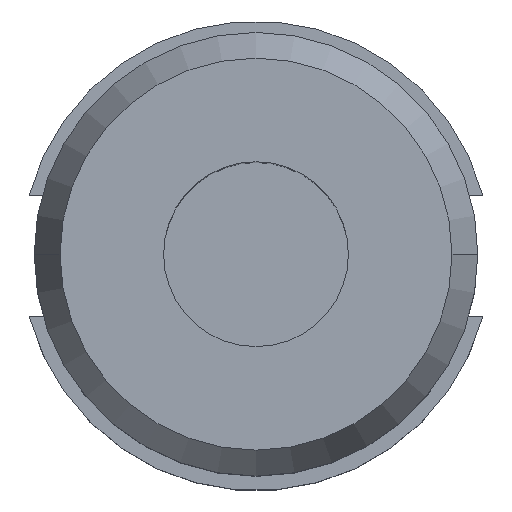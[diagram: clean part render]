
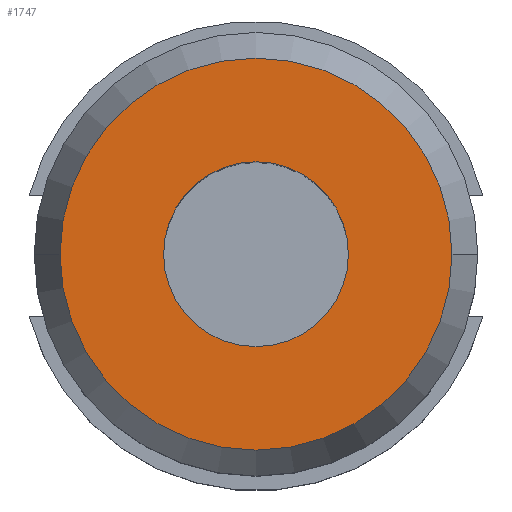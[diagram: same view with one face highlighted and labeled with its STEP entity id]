
A CAD part, top view. The second image highlights one B-rep face of the part: STEP entity #1747.
In plain terms, the highlighted planar face has unit normal (0, 0, 1).
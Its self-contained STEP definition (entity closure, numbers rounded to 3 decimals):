
#138 = EDGE_LOOP ( 'NONE', ( #1631, #1102 ) ) ;
#150 = CARTESIAN_POINT ( 'NONE',  ( 12.5, 0., 152.4 ) ) ;
#159 = CIRCLE ( 'NONE', #1082, 12.5 ) ;
#224 = CIRCLE ( 'NONE', #510, 12.5 ) ;
#226 = CIRCLE ( 'NONE', #1417, 26.5 ) ;
#236 = EDGE_CURVE ( 'NONE', #1713, #1216, #224, .T. ) ;
#260 = DIRECTION ( 'NONE',  ( -1., 0., 0. ) ) ;
#265 = CIRCLE ( 'NONE', #1792, 26.5 ) ;
#347 = EDGE_CURVE ( 'NONE', #1216, #1713, #159, .T. ) ;
#399 = CARTESIAN_POINT ( 'NONE',  ( 0., 0., 152.4 ) ) ;
#419 = CARTESIAN_POINT ( 'NONE',  ( 26.5, 0., 152.4 ) ) ;
#490 = DIRECTION ( 'NONE',  ( -1., 0., 0. ) ) ;
#510 = AXIS2_PLACEMENT_3D ( 'NONE', #815, #668, #1323 ) ;
#523 = EDGE_CURVE ( 'NONE', #1026, #923, #226, .T. ) ;
#524 = EDGE_CURVE ( 'NONE', #923, #1026, #265, .T. ) ;
#639 = ORIENTED_EDGE ( 'NONE', *, *, #347, .T. ) ;
#668 = DIRECTION ( 'NONE',  ( 0., 0., -1. ) ) ;
#711 = PLANE ( 'NONE',  #1488 ) ;
#815 = CARTESIAN_POINT ( 'NONE',  ( 0., 0., 152.4 ) ) ;
#840 = CARTESIAN_POINT ( 'NONE',  ( -12.5, 0., 152.4 ) ) ;
#853 = DIRECTION ( 'NONE',  ( 1., 0., 0. ) ) ;
#923 = VERTEX_POINT ( 'NONE', #1530 ) ;
#960 = CARTESIAN_POINT ( 'NONE',  ( 0., 0., 152.4 ) ) ;
#969 = ORIENTED_EDGE ( 'NONE', *, *, #236, .T. ) ;
#1026 = VERTEX_POINT ( 'NONE', #419 ) ;
#1027 = CARTESIAN_POINT ( 'NONE',  ( 0., 26.5, 152.4 ) ) ;
#1082 = AXIS2_PLACEMENT_3D ( 'NONE', #1312, #1447, #490 ) ;
#1102 = ORIENTED_EDGE ( 'NONE', *, *, #523, .F. ) ;
#1117 = EDGE_LOOP ( 'NONE', ( #639, #969 ) ) ;
#1155 = FACE_OUTER_BOUND ( 'NONE', #138, .T. ) ;
#1198 = FACE_BOUND ( 'NONE', #1117, .T. ) ;
#1216 = VERTEX_POINT ( 'NONE', #840 ) ;
#1220 = DIRECTION ( 'NONE',  ( 0., 0., -1. ) ) ;
#1242 = DIRECTION ( 'NONE',  ( 0., 0., 1. ) ) ;
#1277 = DIRECTION ( 'NONE',  ( 0., 0., -1. ) ) ;
#1312 = CARTESIAN_POINT ( 'NONE',  ( 0., 0., 152.4 ) ) ;
#1323 = DIRECTION ( 'NONE',  ( -1., 0., 0. ) ) ;
#1417 = AXIS2_PLACEMENT_3D ( 'NONE', #960, #1277, #1779 ) ;
#1447 = DIRECTION ( 'NONE',  ( 0., 0., -1. ) ) ;
#1488 = AXIS2_PLACEMENT_3D ( 'NONE', #1027, #1242, #853 ) ;
#1530 = CARTESIAN_POINT ( 'NONE',  ( -26.5, 0., 152.4 ) ) ;
#1631 = ORIENTED_EDGE ( 'NONE', *, *, #524, .F. ) ;
#1713 = VERTEX_POINT ( 'NONE', #150 ) ;
#1747 = ADVANCED_FACE ( 'NONE', ( #1198, #1155 ), #711, .T. ) ;
#1779 = DIRECTION ( 'NONE',  ( -1., 0., 0. ) ) ;
#1792 = AXIS2_PLACEMENT_3D ( 'NONE', #399, #1220, #260 ) ;
